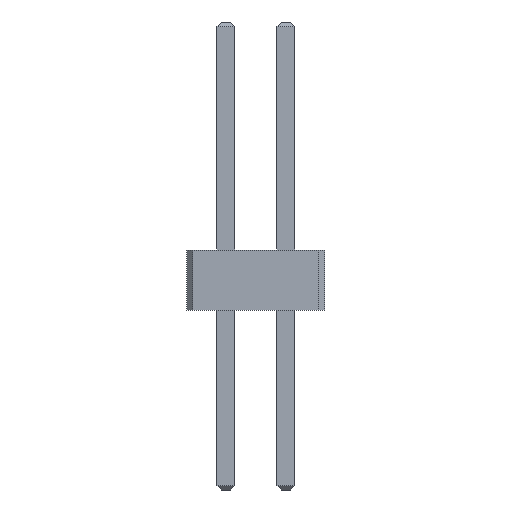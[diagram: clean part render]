
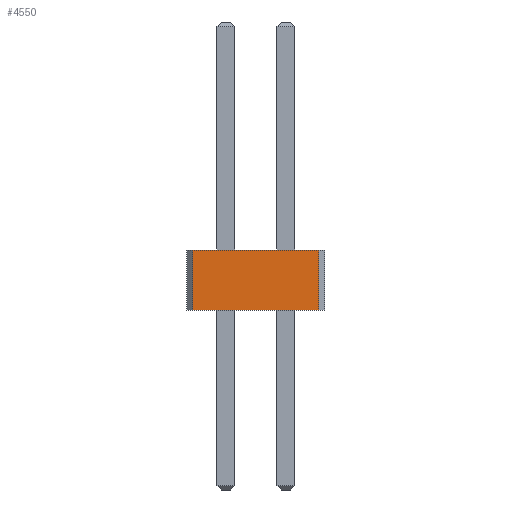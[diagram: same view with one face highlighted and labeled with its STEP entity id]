
A CAD part, front view. The second image highlights one B-rep face of the part: STEP entity #4550.
In plain terms, the highlighted planar face has unit normal (0, -1, 0).
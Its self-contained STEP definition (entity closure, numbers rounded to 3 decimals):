
#12=DIRECTION('',(0.,0.,1.));
#26=VECTOR('',#12,1.);
#88=DIRECTION('',(1.,0.,0.));
#382=VERTEX_POINT('',#383);
#383=CARTESIAN_POINT('',(-0.55,-19.5,0.));
#386=EDGE_CURVE('',#382,#387,#389,.T.);
#387=VERTEX_POINT('',#388);
#388=CARTESIAN_POINT('',(1.55,-19.5,0.));
#389=LINE('',#383,#390);
#390=VECTOR('',#88,1.);
#404=DIRECTION('',(0.,1.,0.));
#2031=VERTEX_POINT('',#2032);
#2032=CARTESIAN_POINT('',(-0.55,-19.5,1.));
#2034=ORIENTED_EDGE('',*,*,#2035,.T.);
#2035=EDGE_CURVE('',#2031,#2036,#2038,.T.);
#2036=VERTEX_POINT('',#2037);
#2037=CARTESIAN_POINT('',(1.55,-19.5,1.));
#2038=LINE('',#2032,#390);
#4535=EDGE_CURVE('',#382,#2031,#4536,.T.);
#4536=LINE('',#383,#26);
#4550=ADVANCED_FACE('',(#4551),#4558,.F.);
#4551=FACE_BOUND('',#4552,.F.);
#4552=EDGE_LOOP('',(#4553,#2034,#4554,#4557));
#4553=ORIENTED_EDGE('',*,*,#4535,.T.);
#4554=ORIENTED_EDGE('',*,*,#4555,.F.);
#4555=EDGE_CURVE('',#387,#2036,#4556,.T.);
#4556=LINE('',#388,#26);
#4557=ORIENTED_EDGE('',*,*,#386,.F.);
#4558=PLANE('',#4559);
#4559=AXIS2_PLACEMENT_3D('',#383,#404,#88);
